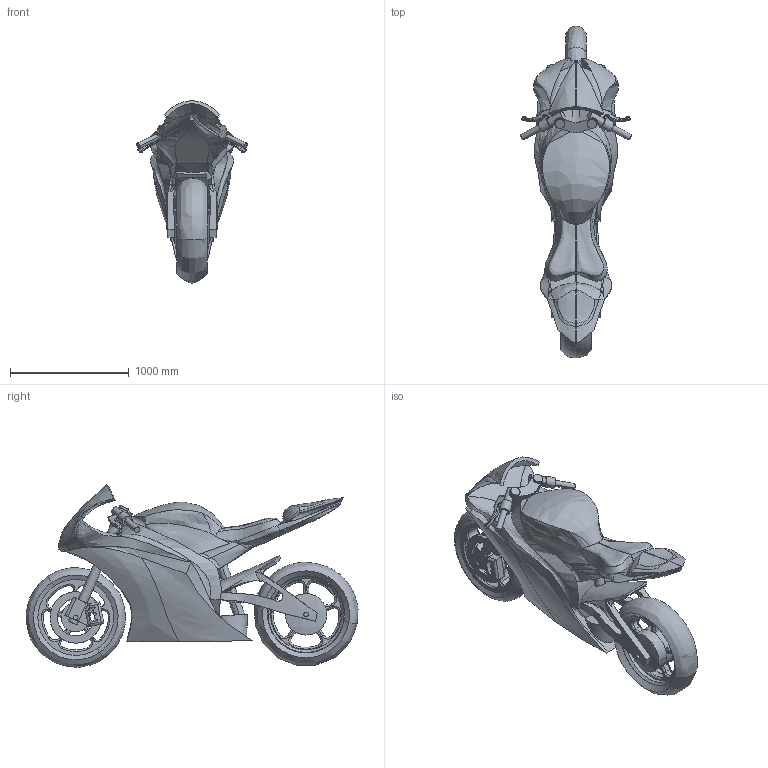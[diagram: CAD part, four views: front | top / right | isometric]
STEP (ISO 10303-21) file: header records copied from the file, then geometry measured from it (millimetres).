
FILE_DESCRIPTION(('FreeCAD Model'),'2;1');
FILE_NAME('Open CASCADE Shape Model','2025-05-03T22:22:53',('FreeCAD'),( 'FreeCAD'),'Open CASCADE STEP processor 7.6','FreeCAD','Unknown');
FILE_SCHEMA(('AUTOMOTIVE_DESIGN { 1 0 10303 214 1 1 1 1 }'));
Products named in the file (1): Open CASCADE STEP translator 7.6 1
Bounding box: 929.36 x 2792.19 x 1534.65 mm (x, y, z)
Volume: 758817079.3 mm3; surface area: 11974501.8 mm2
Topology: 3 solids, 3 shells, 553 faces, 1697 edges, 1111 vertices
Faces by surface type: bspline 553
Entity records: 184141 total; most frequent: CARTESIAN_POINT 174441, ORIENTED_EDGE 3374, EDGE_CURVE 1687, B_SPLINE_CURVE_WITH_KNOTS 1423, VERTEX_POINT 1111, FACE_BOUND 584, EDGE_LOOP 584, ADVANCED_FACE 553
